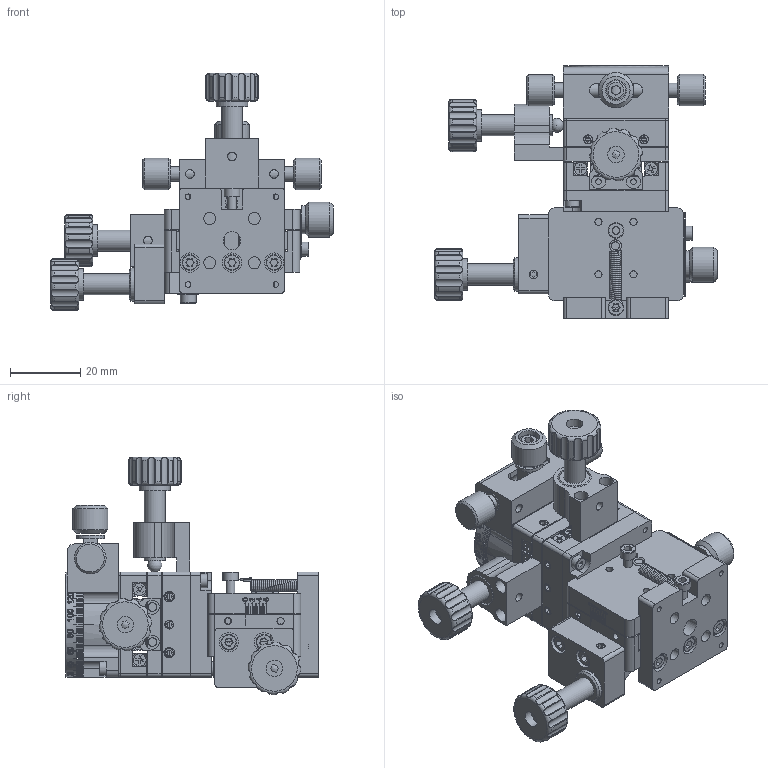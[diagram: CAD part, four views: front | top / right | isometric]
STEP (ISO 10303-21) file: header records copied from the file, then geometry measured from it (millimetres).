
FILE_DESCRIPTION (( 'STEP AP203' ), '1' );
FILE_NAME ('56LRT-4L.STEP', '2023-10-16T07:23:45', ( '' ), ( '' ), 'SwSTEP 2.0', 'SolidWorks 2022', '' );
FILE_SCHEMA (( 'CONFIG_CONTROL_DESIGN' ));
Products named in the file (1): 56LRT-4L
Bounding box: 80.6 x 72 x 67.73 mm (x, y, z)
Surface area: 38485.2 mm2 (no closed solid volume)
Topology: 0 solids, 144 shells, 1334 faces, 6410 edges, 4952 vertices
Faces by surface type: plane 759, cylinder 404, cone 93, bspline 48, torus 26, sphere 4
Full cylindrical faces by diameter (mm): 1.6 x10, 1.95 x1, 2 x3, 2.05 x6, 2.5 x11, 3 x1, 3.454 x8, 3.6 x16, 4 x15, 4.1 x4, 4.5 x8, 4.7 x3, 5.105 x2, 5.5 x5, 6 x10, 8 x2, 9 x5, 9.45 x1, 9.5 x4, 10 x2, 30 x1
Entity records: 87889 total; most frequent: CARTESIAN_POINT 40558, ORIENTED_EDGE 8830, DIRECTION 8659, EDGE_CURVE 6148, VERTEX_POINT 4888, LINE 3367, VECTOR 3367, AXIS2_PLACEMENT_3D 2646
